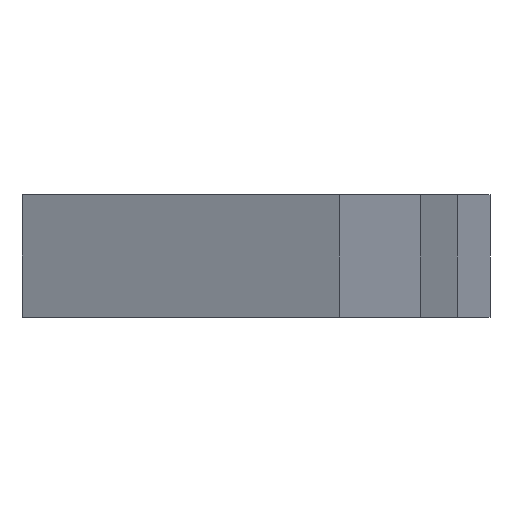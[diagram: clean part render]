
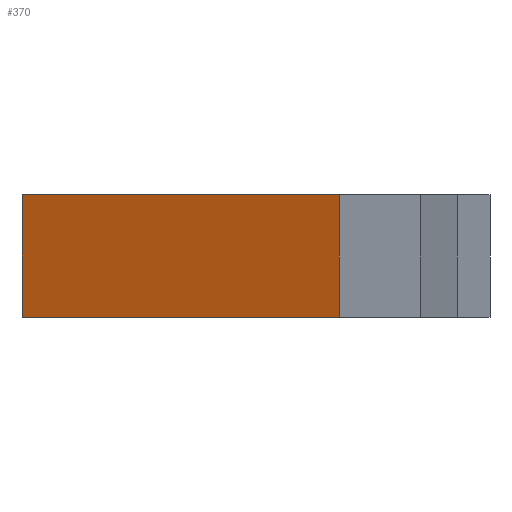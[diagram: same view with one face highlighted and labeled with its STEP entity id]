
A CAD part, left-side view. The second image highlights one B-rep face of the part: STEP entity #370.
In plain terms, the highlighted planar face has unit normal (-0.909, 0.417, 0).
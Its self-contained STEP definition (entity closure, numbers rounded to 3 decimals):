
#32=FACE_OUTER_BOUND('',#54,.T.);
#54=EDGE_LOOP('',(#291,#292,#293,#294));
#91=LINE('',#582,#139);
#92=LINE('',#584,#140);
#93=LINE('',#586,#141);
#94=LINE('',#587,#142);
#139=VECTOR('',#481,10.);
#140=VECTOR('',#482,10.);
#141=VECTOR('',#483,10.);
#142=VECTOR('',#484,10.);
#179=VERTEX_POINT('',#580);
#180=VERTEX_POINT('',#581);
#181=VERTEX_POINT('',#583);
#182=VERTEX_POINT('',#585);
#219=EDGE_CURVE('',#179,#180,#91,.T.);
#220=EDGE_CURVE('',#179,#181,#92,.T.);
#221=EDGE_CURVE('',#182,#181,#93,.T.);
#222=EDGE_CURVE('',#180,#182,#94,.T.);
#291=ORIENTED_EDGE('',*,*,#219,.F.);
#292=ORIENTED_EDGE('',*,*,#220,.T.);
#293=ORIENTED_EDGE('',*,*,#221,.F.);
#294=ORIENTED_EDGE('',*,*,#222,.F.);
#348=PLANE('',#414);
#370=ADVANCED_FACE('',(#32),#348,.T.);
#414=AXIS2_PLACEMENT_3D('',#579,#479,#480);
#479=DIRECTION('center_axis',(-0.909,0.418,0.));
#480=DIRECTION('ref_axis',(-0.418,-0.909,0.));
#481=DIRECTION('',(0.418,0.909,0.));
#482=DIRECTION('',(0.,0.,1.));
#483=DIRECTION('',(-0.418,-0.909,0.));
#484=DIRECTION('',(0.,0.,1.));
#579=CARTESIAN_POINT('Origin',(-7.061,11.419,0.));
#580=CARTESIAN_POINT('',(-13.608,-2.831,0.));
#581=CARTESIAN_POINT('',(-7.061,11.419,0.));
#582=CARTESIAN_POINT('',(-13.608,-2.831,0.));
#583=CARTESIAN_POINT('',(-13.608,-2.831,5.5));
#584=CARTESIAN_POINT('',(-13.608,-2.831,0.));
#585=CARTESIAN_POINT('',(-7.061,11.419,5.5));
#586=CARTESIAN_POINT('',(-13.608,-2.831,5.5));
#587=CARTESIAN_POINT('',(-7.061,11.419,0.));
